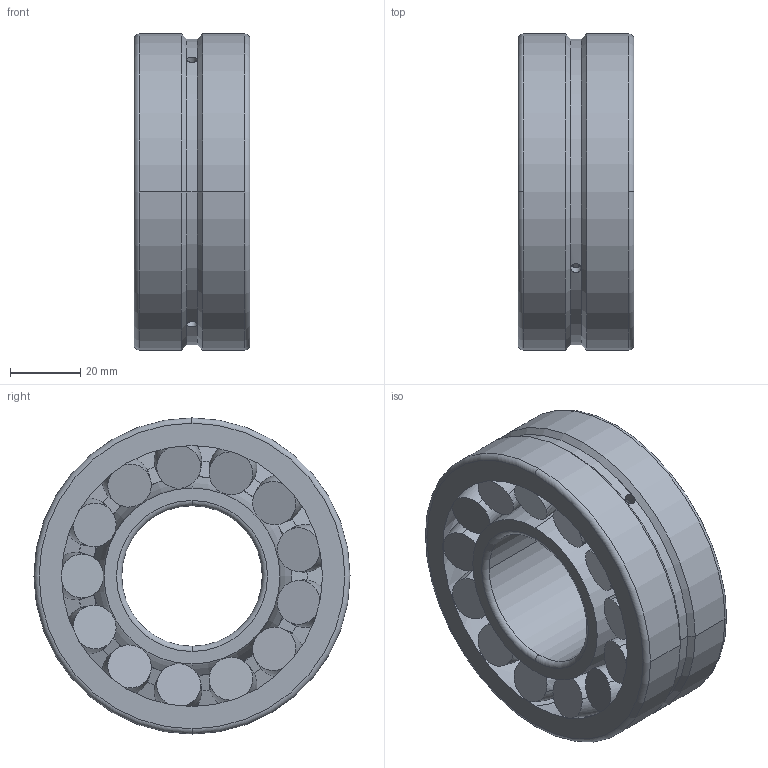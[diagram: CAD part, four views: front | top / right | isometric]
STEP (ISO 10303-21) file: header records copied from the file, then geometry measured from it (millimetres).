
FILE_DESCRIPTION(('STEP AP214'),'1');
FILE_NAME('SKF_bearing_22308_E_2.stp','2024-02-29T12:17:04',('TraceParts'),('TraceParts S.A.'),'Spatial InterOp 3D',' ',' ');
FILE_SCHEMA(('AUTOMOTIVE_DESIGN { 1 0 10303 214 1 1 1 1 }'));
Length unit declared in the file: millimetre
Products named in the file (1): SKF_bearing_22308_E_2_1
Bounding box: 33 x 90 x 90 mm (x, y, z)
Volume: 120400.7 mm3; surface area: 52808.9 mm2
Topology: 4 solids, 4 shells, 196 faces, 530 edges, 383 vertices
Faces by surface type: torus 116, plane 56, cylinder 18, cone 4, sphere 2
Entity records: 9622 total; most frequent: CARTESIAN_POINT 4538, DIRECTION 1103, ORIENTED_EDGE 1052, AXIS2_PLACEMENT_3D 542, EDGE_CURVE 526, VERTEX_POINT 383, CIRCLE 342, EDGE_LOOP 255
